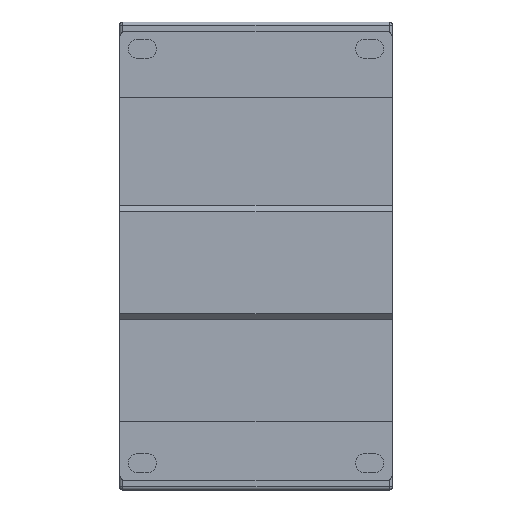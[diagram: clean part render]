
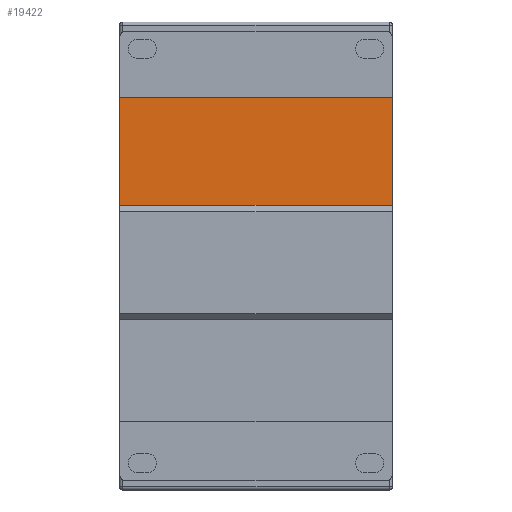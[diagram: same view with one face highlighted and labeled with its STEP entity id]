
A CAD part, front view. The second image highlights one B-rep face of the part: STEP entity #19422.
In plain terms, the highlighted planar face has unit normal (0, -1, 0).
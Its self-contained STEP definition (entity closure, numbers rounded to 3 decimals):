
#409 = CARTESIAN_POINT ( 'NONE',  ( -45., -114.91, 52.2 ) ) ;
#410 = CARTESIAN_POINT ( 'NONE',  ( 45., -114.91, 16.7 ) ) ;
#667 = VERTEX_POINT ( 'NONE', #15310 ) ;
#864 = CARTESIAN_POINT ( 'NONE',  ( -45., -114.91, 16.7 ) ) ;
#1245 = CARTESIAN_POINT ( 'NONE',  ( 45., -114.91, 16.7 ) ) ;
#2299 = LINE ( 'NONE', #11969, #15448 ) ;
#2444 = VECTOR ( 'NONE', #8985, 1000. ) ;
#3129 = VERTEX_POINT ( 'NONE', #410 ) ;
#3363 = PLANE ( 'NONE',  #9412 ) ;
#5115 = DIRECTION ( 'NONE',  ( 0., 0., 1. ) ) ;
#6105 = CARTESIAN_POINT ( 'NONE',  ( -45., -114.91, 52.2 ) ) ;
#6988 = ORIENTED_EDGE ( 'NONE', *, *, #13579, .T. ) ;
#7536 = ORIENTED_EDGE ( 'NONE', *, *, #20984, .F. ) ;
#8278 = CARTESIAN_POINT ( 'NONE',  ( -45., -114.91, 16.7 ) ) ;
#8985 = DIRECTION ( 'NONE',  ( 1., 0., 0. ) ) ;
#9412 = AXIS2_PLACEMENT_3D ( 'NONE', #10201, #15337, #5115 ) ;
#10201 = CARTESIAN_POINT ( 'NONE',  ( -45., -114.91, 16.7 ) ) ;
#11905 = VECTOR ( 'NONE', #15146, 1000. ) ;
#11969 = CARTESIAN_POINT ( 'NONE',  ( -45., -114.91, 16.7 ) ) ;
#12136 = VECTOR ( 'NONE', #13265, 1000. ) ;
#12789 = VERTEX_POINT ( 'NONE', #864 ) ;
#13265 = DIRECTION ( 'NONE',  ( 0., 0., 1. ) ) ;
#13579 = EDGE_CURVE ( 'NONE', #12789, #3129, #2299, .T. ) ;
#15146 = DIRECTION ( 'NONE',  ( 0., 0., 1. ) ) ;
#15310 = CARTESIAN_POINT ( 'NONE',  ( 45., -114.91, 52.2 ) ) ;
#15337 = DIRECTION ( 'NONE',  ( 0., 1., 0. ) ) ;
#15448 = VECTOR ( 'NONE', #20464, 1000. ) ;
#16100 = LINE ( 'NONE', #1245, #12136 ) ;
#16411 = LINE ( 'NONE', #8278, #11905 ) ;
#16652 = LINE ( 'NONE', #409, #2444 ) ;
#17540 = EDGE_LOOP ( 'NONE', ( #21763, #20724, #7536, #6988 ) ) ;
#19172 = VERTEX_POINT ( 'NONE', #6105 ) ;
#19422 = ADVANCED_FACE ( 'NONE', ( #19947 ), #3363, .F. ) ;
#19947 = FACE_OUTER_BOUND ( 'NONE', #17540, .T. ) ;
#20464 = DIRECTION ( 'NONE',  ( 1., 0., 0. ) ) ;
#20724 = ORIENTED_EDGE ( 'NONE', *, *, #21635, .F. ) ;
#20984 = EDGE_CURVE ( 'NONE', #12789, #19172, #16411, .T. ) ;
#21635 = EDGE_CURVE ( 'NONE', #19172, #667, #16652, .T. ) ;
#21763 = ORIENTED_EDGE ( 'NONE', *, *, #22116, .T. ) ;
#22116 = EDGE_CURVE ( 'NONE', #3129, #667, #16100, .T. ) ;
